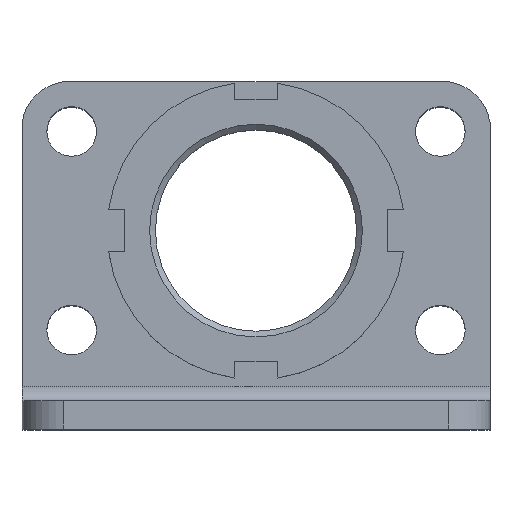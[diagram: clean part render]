
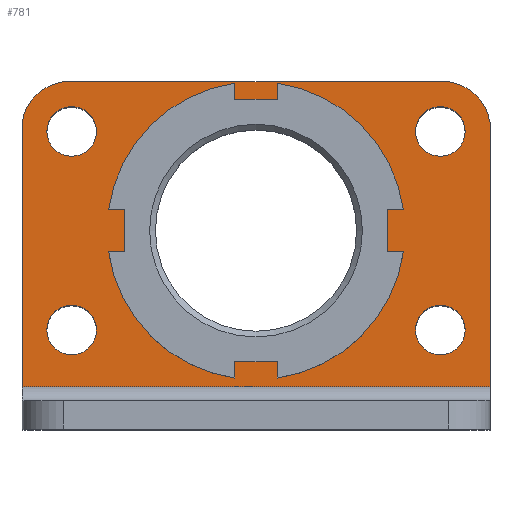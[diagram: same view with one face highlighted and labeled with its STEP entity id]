
A CAD part, top view. The second image highlights one B-rep face of the part: STEP entity #781.
In plain terms, the highlighted face is planar.
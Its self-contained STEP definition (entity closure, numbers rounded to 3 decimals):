
#66=CIRCLE('',#863,3.5);
#67=CIRCLE('',#864,3.5);
#68=CIRCLE('',#865,3.5);
#69=CIRCLE('',#866,3.5);
#70=CIRCLE('',#867,15.05);
#71=CIRCLE('',#868,7.);
#72=CIRCLE('',#869,7.);
#122=ORIENTED_EDGE('',*,*,#328,.F.);
#123=ORIENTED_EDGE('',*,*,#329,.F.);
#124=ORIENTED_EDGE('',*,*,#330,.F.);
#125=ORIENTED_EDGE('',*,*,#331,.F.);
#126=ORIENTED_EDGE('',*,*,#332,.F.);
#127=ORIENTED_EDGE('',*,*,#333,.F.);
#128=ORIENTED_EDGE('',*,*,#334,.T.);
#129=ORIENTED_EDGE('',*,*,#307,.F.);
#130=ORIENTED_EDGE('',*,*,#335,.T.);
#131=ORIENTED_EDGE('',*,*,#316,.T.);
#132=ORIENTED_EDGE('',*,*,#336,.T.);
#307=EDGE_CURVE('',#411,#412,#486,.T.);
#316=EDGE_CURVE('',#421,#420,#493,.T.);
#328=EDGE_CURVE('',#430,#430,#66,.F.);
#329=EDGE_CURVE('',#431,#431,#67,.F.);
#330=EDGE_CURVE('',#432,#432,#68,.F.);
#331=EDGE_CURVE('',#433,#433,#69,.F.);
#332=EDGE_CURVE('',#434,#434,#70,.F.);
#333=EDGE_CURVE('',#435,#436,#497,.T.);
#334=EDGE_CURVE('',#435,#412,#71,.F.);
#335=EDGE_CURVE('',#411,#421,#498,.T.);
#336=EDGE_CURVE('',#420,#436,#72,.F.);
#411=VERTEX_POINT('',#1185);
#412=VERTEX_POINT('',#1187);
#420=VERTEX_POINT('',#1204);
#421=VERTEX_POINT('',#1206);
#430=VERTEX_POINT('',#1229);
#431=VERTEX_POINT('',#1231);
#432=VERTEX_POINT('',#1233);
#433=VERTEX_POINT('',#1235);
#434=VERTEX_POINT('',#1237);
#435=VERTEX_POINT('',#1239);
#436=VERTEX_POINT('',#1240);
#486=LINE('',#1186,#550);
#493=LINE('',#1205,#557);
#497=LINE('',#1238,#561);
#498=LINE('',#1242,#562);
#550=VECTOR('',#944,1000.);
#557=VECTOR('',#957,1000.);
#561=VECTOR('',#991,1000.);
#562=VECTOR('',#994,1000.);
#619=EDGE_LOOP('',(#122));
#620=EDGE_LOOP('',(#123));
#621=EDGE_LOOP('',(#124));
#622=EDGE_LOOP('',(#125));
#623=EDGE_LOOP('',(#126));
#624=EDGE_LOOP('',(#127,#128,#129,#130,#131,#132));
#691=FACE_BOUND('',#619,.T.);
#692=FACE_BOUND('',#620,.T.);
#693=FACE_BOUND('',#621,.T.);
#694=FACE_BOUND('',#622,.T.);
#695=FACE_BOUND('',#623,.T.);
#696=FACE_BOUND('',#624,.T.);
#758=PLANE('',#862);
#781=ADVANCED_FACE('',(#691,#692,#693,#694,#695,#696),#758,.F.);
#862=AXIS2_PLACEMENT_3D('',#1227,#979,#980);
#863=AXIS2_PLACEMENT_3D('',#1228,#981,#982);
#864=AXIS2_PLACEMENT_3D('',#1230,#983,#984);
#865=AXIS2_PLACEMENT_3D('',#1232,#985,#986);
#866=AXIS2_PLACEMENT_3D('',#1234,#987,#988);
#867=AXIS2_PLACEMENT_3D('',#1236,#989,#990);
#868=AXIS2_PLACEMENT_3D('',#1241,#992,#993);
#869=AXIS2_PLACEMENT_3D('',#1243,#995,#996);
#944=DIRECTION('',(0.,1.,0.));
#957=DIRECTION('',(0.,1.,0.));
#979=DIRECTION('',(-1.,0.,0.));
#980=DIRECTION('',(0.,0.,1.));
#981=DIRECTION('',(-1.,0.,0.));
#982=DIRECTION('',(0.,0.,1.));
#983=DIRECTION('',(-1.,0.,0.));
#984=DIRECTION('',(0.,0.,1.));
#985=DIRECTION('',(-1.,0.,0.));
#986=DIRECTION('',(0.,0.,1.));
#987=DIRECTION('',(-1.,0.,0.));
#988=DIRECTION('',(0.,0.,1.));
#989=DIRECTION('',(-1.,0.,0.));
#990=DIRECTION('',(0.,0.,1.));
#991=DIRECTION('',(0.,0.,-1.));
#992=DIRECTION('',(-1.,0.,0.));
#993=DIRECTION('',(0.,0.,1.));
#994=DIRECTION('',(0.,0.,-1.));
#995=DIRECTION('',(-1.,0.,0.));
#996=DIRECTION('',(0.,0.,1.));
#1185=CARTESIAN_POINT('',(4.,6.,33.));
#1186=CARTESIAN_POINT('',(4.,6.,33.));
#1187=CARTESIAN_POINT('',(4.,43.279,33.));
#1204=CARTESIAN_POINT('',(4.,43.279,-33.));
#1205=CARTESIAN_POINT('',(4.,6.,-33.));
#1206=CARTESIAN_POINT('',(4.,6.,-33.));
#1227=CARTESIAN_POINT('',(4.,6.,33.));
#1228=CARTESIAN_POINT('',(4.,42.,26.));
#1229=CARTESIAN_POINT('',(4.,42.,29.5));
#1230=CARTESIAN_POINT('',(4.,14.,-26.));
#1231=CARTESIAN_POINT('',(4.,14.,-22.5));
#1232=CARTESIAN_POINT('',(4.,14.,26.));
#1233=CARTESIAN_POINT('',(4.,14.,29.5));
#1234=CARTESIAN_POINT('',(4.,42.,-26.));
#1235=CARTESIAN_POINT('',(4.,42.,-22.5));
#1236=CARTESIAN_POINT('',(4.,28.,0.));
#1237=CARTESIAN_POINT('',(4.,28.,15.05));
#1238=CARTESIAN_POINT('',(4.,49.,33.));
#1239=CARTESIAN_POINT('',(4.,49.,27.279));
#1240=CARTESIAN_POINT('',(4.,49.,-27.279));
#1241=CARTESIAN_POINT('',(4.,42.1,26.1));
#1242=CARTESIAN_POINT('',(4.,6.,33.));
#1243=CARTESIAN_POINT('',(4.,42.1,-26.1));
